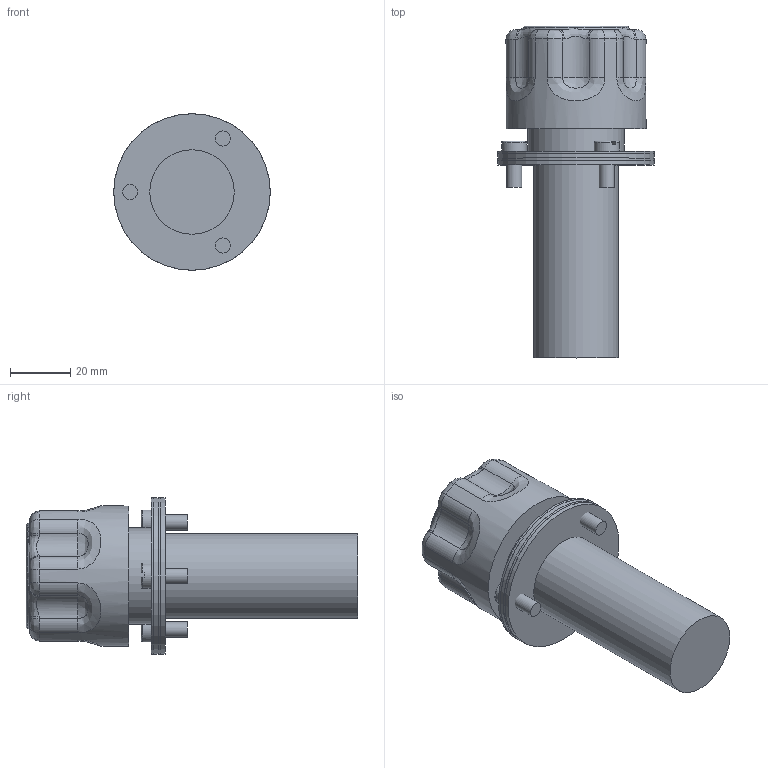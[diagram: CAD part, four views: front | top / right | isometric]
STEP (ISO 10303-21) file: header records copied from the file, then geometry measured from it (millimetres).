
FILE_DESCRIPTION((''),'2;1');
FILE_NAME('TA46B1_01.stp','2013-02-20T14:21:37',('cad10'),(''),'Autodesk Inventor 2013','Autodesk Inventor 2013','');
FILE_SCHEMA(('AUTOMOTIVE_DESIGN { 1 0 10303 214 1 1 1 1 }'));
Length unit declared in the file: millimetre
Products named in the file (1): TA46B
Bounding box: 52 x 110.1 x 52 mm (x, y, z)
Volume: 102929.3 mm3; surface area: 25352.5 mm2
Topology: 4 solids, 4 shells, 132 faces, 287 edges, 176 vertices
Faces by surface type: plane 39, cylinder 37, bspline 31, torus 25
Full cylindrical faces by diameter (mm): 5 x3, 5.4 x3, 8.3 x3, 28 x3, 29 x1, 32 x1, 46.5 x1, 51.9 x2, 52 x2
Entity records: 5156 total; most frequent: CARTESIAN_POINT 2332, DIRECTION 598, ORIENTED_EDGE 518, AXIS2_PLACEMENT_3D 275, EDGE_CURVE 259, CIRCLE 173, EDGE_LOOP 169, VERTEX_POINT 168
